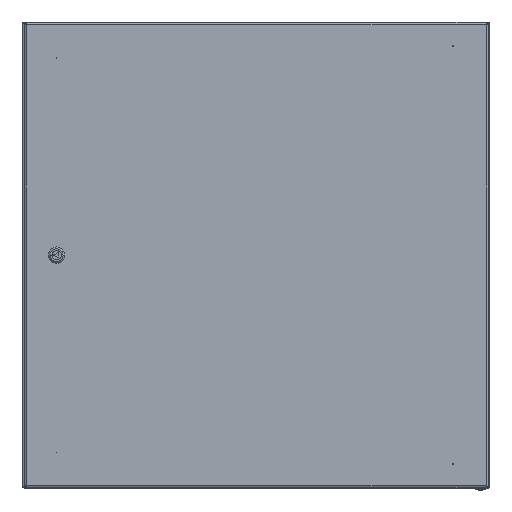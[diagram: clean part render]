
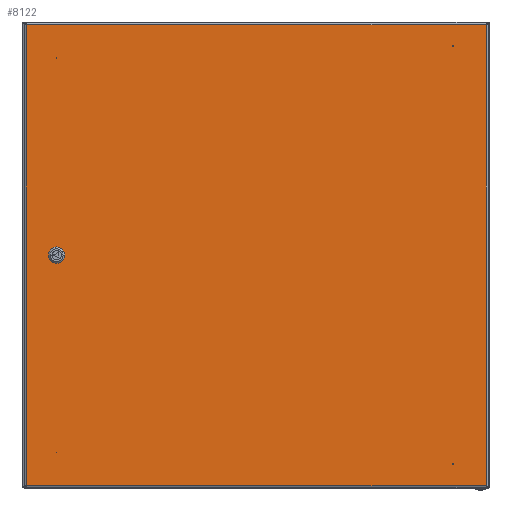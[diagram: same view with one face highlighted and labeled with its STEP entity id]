
A CAD part, top view. The second image highlights one B-rep face of the part: STEP entity #8122.
In plain terms, the highlighted face is planar.
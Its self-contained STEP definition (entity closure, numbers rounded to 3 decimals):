
#204 = CARTESIAN_POINT ( 'NONE',  ( 332.25, 4.637, -1.4 ) ) ;
#1479 = DIRECTION ( 'NONE',  ( -1., 0., 0. ) ) ;
#1539 = DIRECTION ( 'NONE',  ( 1., 0., 0. ) ) ;
#1947 = DIRECTION ( 'NONE',  ( 0., -1., 0. ) ) ;
#2586 = ORIENTED_EDGE ( 'NONE', *, *, #39257, .T. ) ;
#2869 = CARTESIAN_POINT ( 'NONE',  ( 332.25, 4.637, -1.4 ) ) ;
#2946 = EDGE_CURVE ( 'NONE', #6768, #69090, #69435, .T. ) ;
#3614 = CIRCLE ( 'NONE', #4767, 11.25 ) ;
#4767 = AXIS2_PLACEMENT_3D ( 'NONE', #22474, #44132, #33137 ) ;
#5183 = CIRCLE ( 'NONE', #55577, 11.25 ) ;
#5542 = CARTESIAN_POINT ( 'NONE',  ( 352.75, 4.637, -1.4 ) ) ;
#5596 = VECTOR ( 'NONE', #1947, 1000. ) ;
#5884 = VERTEX_POINT ( 'NONE', #2869 ) ;
#5911 = EDGE_CURVE ( 'NONE', #61561, #47010, #64889, .T. ) ;
#6159 = CARTESIAN_POINT ( 'NONE',  ( 347.137, -10.25, -1.4 ) ) ;
#6364 = LINE ( 'NONE', #68043, #28303 ) ;
#6768 = VERTEX_POINT ( 'NONE', #62744 ) ;
#7166 = LINE ( 'NONE', #204, #14364 ) ;
#7846 = CARTESIAN_POINT ( 'NONE',  ( -394.4, -395.4, -1.4 ) ) ;
#8122 = ADVANCED_FACE ( 'NONE', ( #68953, #13183 ), #69667, .F. ) ;
#8201 = LINE ( 'NONE', #52239, #5596 ) ;
#8378 = CARTESIAN_POINT ( 'NONE',  ( 0., 0., -1.4 ) ) ;
#8448 = AXIS2_PLACEMENT_3D ( 'NONE', #70466, #20193, #42582 ) ;
#9241 = AXIS2_PLACEMENT_3D ( 'NONE', #62716, #41436, #19391 ) ;
#9765 = CARTESIAN_POINT ( 'NONE',  ( 394.4, -395.4, -1.4 ) ) ;
#12208 = LINE ( 'NONE', #34244, #38293 ) ;
#13183 = FACE_BOUND ( 'NONE', #69743, .T. ) ;
#14364 = VECTOR ( 'NONE', #62585, 1000. ) ;
#15116 = CARTESIAN_POINT ( 'NONE',  ( -394.4, 395.4, -1.4 ) ) ;
#16191 = DIRECTION ( 'NONE',  ( 0., 0., 1. ) ) ;
#16735 = ORIENTED_EDGE ( 'NONE', *, *, #50484, .T. ) ;
#16747 = VERTEX_POINT ( 'NONE', #6159 ) ;
#19386 = DIRECTION ( 'NONE',  ( 0., 0., 1. ) ) ;
#19391 = DIRECTION ( 'NONE',  ( 1., 0., 0. ) ) ;
#19706 = ORIENTED_EDGE ( 'NONE', *, *, #59142, .T. ) ;
#19973 = EDGE_CURVE ( 'NONE', #40175, #44103, #28317, .T. ) ;
#20193 = DIRECTION ( 'NONE',  ( 0., 0., 1. ) ) ;
#22069 = ORIENTED_EDGE ( 'NONE', *, *, #24595, .T. ) ;
#22405 = CARTESIAN_POINT ( 'NONE',  ( 1992.5, 395.4, -1.4 ) ) ;
#22474 = CARTESIAN_POINT ( 'NONE',  ( 342.5, 0., -1.4 ) ) ;
#23343 = CIRCLE ( 'NONE', #9241, 11.25 ) ;
#24476 = EDGE_LOOP ( 'NONE', ( #40070, #41213, #40682, #61955 ) ) ;
#24595 = EDGE_CURVE ( 'NONE', #5884, #6768, #7166, .T. ) ;
#26720 = VERTEX_POINT ( 'NONE', #15116 ) ;
#28303 = VECTOR ( 'NONE', #68399, 1000. ) ;
#28317 = LINE ( 'NONE', #39688, #29391 ) ;
#29391 = VECTOR ( 'NONE', #33097, 1000. ) ;
#29796 = CARTESIAN_POINT ( 'NONE',  ( 337.863, -10.25, -1.4 ) ) ;
#30799 = DIRECTION ( 'NONE',  ( -1., 0., 0. ) ) ;
#31508 = CARTESIAN_POINT ( 'NONE',  ( 347.137, 10.25, -1.4 ) ) ;
#32675 = VECTOR ( 'NONE', #30799, 1000. ) ;
#33036 = EDGE_CURVE ( 'NONE', #53321, #37187, #6364, .T. ) ;
#33097 = DIRECTION ( 'NONE',  ( 0., -1., 0. ) ) ;
#33137 = DIRECTION ( 'NONE',  ( 1., 0., 0. ) ) ;
#34244 = CARTESIAN_POINT ( 'NONE',  ( 347.137, -10.25, -1.4 ) ) ;
#35273 = LINE ( 'NONE', #57628, #49679 ) ;
#37187 = VERTEX_POINT ( 'NONE', #5542 ) ;
#38293 = VECTOR ( 'NONE', #1539, 1000. ) ;
#39257 = EDGE_CURVE ( 'NONE', #37187, #61561, #23343, .T. ) ;
#39286 = DIRECTION ( 'NONE',  ( -1., 0., 0. ) ) ;
#39688 = CARTESIAN_POINT ( 'NONE',  ( 394.4, 2391., -1.4 ) ) ;
#40070 = ORIENTED_EDGE ( 'NONE', *, *, #63418, .F. ) ;
#40175 = VERTEX_POINT ( 'NONE', #41957 ) ;
#40682 = ORIENTED_EDGE ( 'NONE', *, *, #19973, .T. ) ;
#41213 = ORIENTED_EDGE ( 'NONE', *, *, #52005, .F. ) ;
#41421 = VERTEX_POINT ( 'NONE', #7846 ) ;
#41431 = DIRECTION ( 'NONE',  ( 1., 0., 0. ) ) ;
#41436 = DIRECTION ( 'NONE',  ( 0., 0., 1. ) ) ;
#41640 = EDGE_CURVE ( 'NONE', #16747, #53321, #3614, .T. ) ;
#41957 = CARTESIAN_POINT ( 'NONE',  ( 394.4, 395.4, -1.4 ) ) ;
#42582 = DIRECTION ( 'NONE',  ( 1., 0., 0. ) ) ;
#44103 = VERTEX_POINT ( 'NONE', #9765 ) ;
#44132 = DIRECTION ( 'NONE',  ( 0., 0., 1. ) ) ;
#47010 = VERTEX_POINT ( 'NONE', #63094 ) ;
#49679 = VECTOR ( 'NONE', #1479, 1000. ) ;
#50484 = EDGE_CURVE ( 'NONE', #69090, #16747, #12208, .T. ) ;
#51851 = ORIENTED_EDGE ( 'NONE', *, *, #2946, .T. ) ;
#52005 = EDGE_CURVE ( 'NONE', #40175, #26720, #60228, .T. ) ;
#52239 = CARTESIAN_POINT ( 'NONE',  ( -394.4, 2391., -1.4 ) ) ;
#53321 = VERTEX_POINT ( 'NONE', #69774 ) ;
#53908 = ORIENTED_EDGE ( 'NONE', *, *, #41640, .T. ) ;
#55577 = AXIS2_PLACEMENT_3D ( 'NONE', #66467, #16191, #60972 ) ;
#57628 = CARTESIAN_POINT ( 'NONE',  ( 1992.5, -395.4, -1.4 ) ) ;
#58322 = EDGE_CURVE ( 'NONE', #44103, #41421, #35273, .T. ) ;
#59142 = EDGE_CURVE ( 'NONE', #47010, #5884, #5183, .T. ) ;
#60228 = LINE ( 'NONE', #22405, #65155 ) ;
#60972 = DIRECTION ( 'NONE',  ( 1., 0., 0. ) ) ;
#61561 = VERTEX_POINT ( 'NONE', #67036 ) ;
#61955 = ORIENTED_EDGE ( 'NONE', *, *, #58322, .T. ) ;
#62585 = DIRECTION ( 'NONE',  ( 0., -1., 0. ) ) ;
#62716 = CARTESIAN_POINT ( 'NONE',  ( 342.5, 0., -1.4 ) ) ;
#62744 = CARTESIAN_POINT ( 'NONE',  ( 332.25, -4.637, -1.4 ) ) ;
#63094 = CARTESIAN_POINT ( 'NONE',  ( 337.863, 10.25, -1.4 ) ) ;
#63418 = EDGE_CURVE ( 'NONE', #26720, #41421, #8201, .T. ) ;
#64889 = LINE ( 'NONE', #31508, #32675 ) ;
#65155 = VECTOR ( 'NONE', #39286, 1000. ) ;
#66054 = ORIENTED_EDGE ( 'NONE', *, *, #33036, .T. ) ;
#66467 = CARTESIAN_POINT ( 'NONE',  ( 342.5, 0., -1.4 ) ) ;
#66691 = AXIS2_PLACEMENT_3D ( 'NONE', #8378, #19386, #41431 ) ;
#67036 = CARTESIAN_POINT ( 'NONE',  ( 347.137, 10.25, -1.4 ) ) ;
#68043 = CARTESIAN_POINT ( 'NONE',  ( 352.75, 4.637, -1.4 ) ) ;
#68399 = DIRECTION ( 'NONE',  ( 0., 1., 0. ) ) ;
#68953 = FACE_OUTER_BOUND ( 'NONE', #24476, .T. ) ;
#69090 = VERTEX_POINT ( 'NONE', #29796 ) ;
#69435 = CIRCLE ( 'NONE', #8448, 11.25 ) ;
#69667 = PLANE ( 'NONE',  #66691 ) ;
#69743 = EDGE_LOOP ( 'NONE', ( #19706, #22069, #51851, #16735, #53908, #66054, #2586, #69808 ) ) ;
#69774 = CARTESIAN_POINT ( 'NONE',  ( 352.75, -4.637, -1.4 ) ) ;
#69808 = ORIENTED_EDGE ( 'NONE', *, *, #5911, .T. ) ;
#70466 = CARTESIAN_POINT ( 'NONE',  ( 342.5, 0., -1.4 ) ) ;
